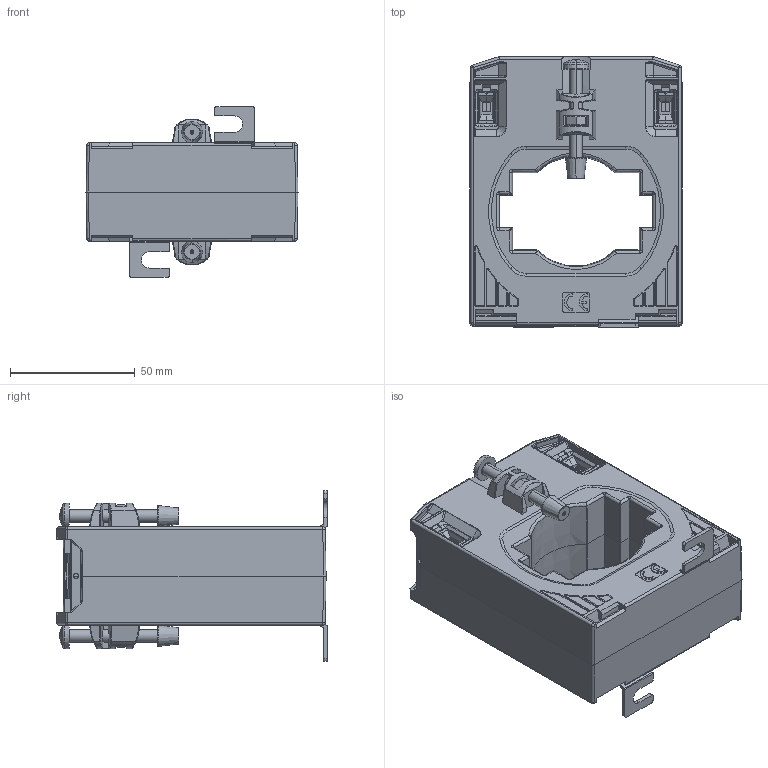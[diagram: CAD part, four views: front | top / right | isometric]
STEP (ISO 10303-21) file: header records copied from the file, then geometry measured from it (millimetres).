
FILE_DESCRIPTION((''),'2;1');
FILE_NAME('DIMENSIONES_TD8','2019-11-19T',('esors'),(''),'CREO PARAMETRIC BY PTC INC, 2015290','CREO PARAMETRIC BY PTC INC, 2015290','');
FILE_SCHEMA(('AUTOMOTIVE_DESIGN { 1 0 10303 214 1 1 1 1 }'));
Products named in the file (1): DIMENSIONES_TD8
Bounding box: 85 x 108.5 x 68.5 mm (x, y, z)
Volume: 86967.8 mm3; surface area: 92485.6 mm2
Topology: 8 solids, 8 shells, 5789 faces, 15640 edges, 10004 vertices
Faces by surface type: plane 4241, cylinder 755, cone 252, bspline 237, torus 144, extrusion 100, sphere 60
Entity records: 197259 total; most frequent: CARTESIAN_POINT 53393, ORIENTED_EDGE 31280, DIRECTION 26417, EDGE_CURVE 15640, VECTOR 12571, LINE 12471, VERTEX_POINT 10004, AXIS2_PLACEMENT_3D 6923
